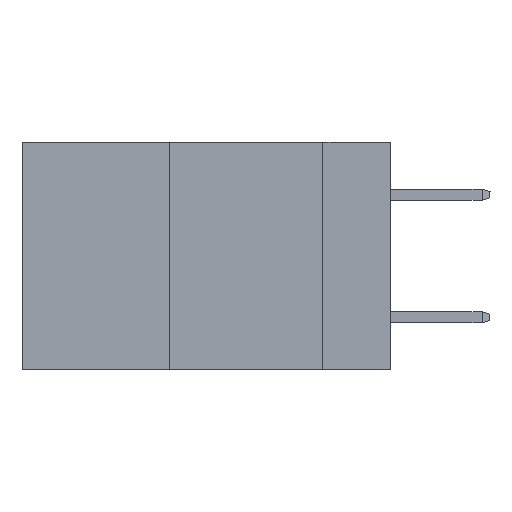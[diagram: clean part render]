
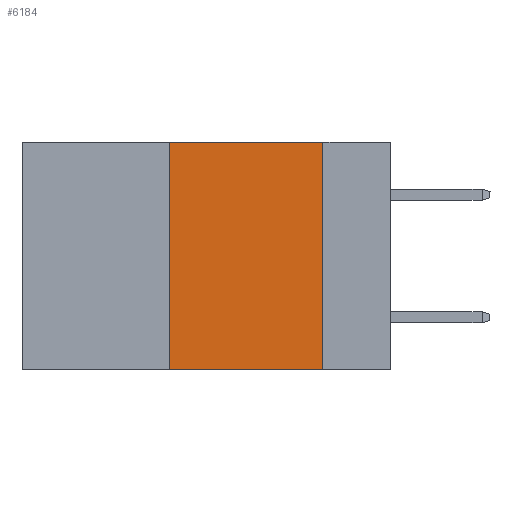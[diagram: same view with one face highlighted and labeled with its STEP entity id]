
A CAD part, left-side view. The second image highlights one B-rep face of the part: STEP entity #6184.
In plain terms, the highlighted planar face has unit normal (-1, 0, 0).
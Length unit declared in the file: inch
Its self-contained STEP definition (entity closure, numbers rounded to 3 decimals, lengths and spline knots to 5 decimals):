
#775 = DIRECTION ( 'NONE',  ( 1., 0., 0. ) ) ;
#984 = CARTESIAN_POINT ( 'NONE',  ( 0., 0.6, 0. ) ) ;
#1202 = LINE ( 'NONE', #9817, #1906 ) ;
#1697 = ORIENTED_EDGE ( 'NONE', *, *, #9636, .F. ) ;
#1906 = VECTOR ( 'NONE', #15824, 39.37008 ) ;
#2949 = EDGE_LOOP ( 'NONE', ( #5106, #9101, #1697, #18640 ) ) ;
#3136 = CARTESIAN_POINT ( 'NONE',  ( 0., 0.11, 0. ) ) ;
#4352 = DIRECTION ( 'NONE',  ( 0., 0., 1. ) ) ;
#5106 = ORIENTED_EDGE ( 'NONE', *, *, #7391, .F. ) ;
#5396 = PLANE ( 'NONE',  #9589 ) ;
#5913 = DIRECTION ( 'NONE',  ( 0., -1., 0. ) ) ;
#6184 = ADVANCED_FACE ( 'NONE', ( #14106 ), #5396, .F. ) ;
#6772 = CARTESIAN_POINT ( 'NONE',  ( 0., 0.11, 0. ) ) ;
#6935 = VERTEX_POINT ( 'NONE', #6772 ) ;
#7317 = CARTESIAN_POINT ( 'NONE',  ( 0., 0.6, -0.37 ) ) ;
#7391 = EDGE_CURVE ( 'NONE', #6935, #17817, #9630, .T. ) ;
#7705 = VECTOR ( 'NONE', #5913, 39.37008 ) ;
#9101 = ORIENTED_EDGE ( 'NONE', *, *, #12315, .F. ) ;
#9420 = CARTESIAN_POINT ( 'NONE',  ( 0., 0.36, 0. ) ) ;
#9589 = AXIS2_PLACEMENT_3D ( 'NONE', #984, #775, #14248 ) ;
#9630 = LINE ( 'NONE', #3136, #9877 ) ;
#9636 = EDGE_CURVE ( 'NONE', #14783, #12747, #13744, .T. ) ;
#9817 = CARTESIAN_POINT ( 'NONE',  ( 0., 0.6, 0. ) ) ;
#9877 = VECTOR ( 'NONE', #12436, 39.37008 ) ;
#10292 = CARTESIAN_POINT ( 'NONE',  ( 0., 0.36, 0. ) ) ;
#12315 = EDGE_CURVE ( 'NONE', #12747, #6935, #1202, .T. ) ;
#12436 = DIRECTION ( 'NONE',  ( 0., 0., -1. ) ) ;
#12747 = VERTEX_POINT ( 'NONE', #9420 ) ;
#13744 = LINE ( 'NONE', #10292, #18983 ) ;
#14106 = FACE_OUTER_BOUND ( 'NONE', #2949, .T. ) ;
#14248 = DIRECTION ( 'NONE',  ( 0., 0., -1. ) ) ;
#14783 = VERTEX_POINT ( 'NONE', #16297 ) ;
#14815 = EDGE_CURVE ( 'NONE', #14783, #17817, #15894, .T. ) ;
#15824 = DIRECTION ( 'NONE',  ( 0., -1., 0. ) ) ;
#15894 = LINE ( 'NONE', #7317, #7705 ) ;
#16297 = CARTESIAN_POINT ( 'NONE',  ( 0., 0.36, -0.37 ) ) ;
#17817 = VERTEX_POINT ( 'NONE', #18320 ) ;
#18320 = CARTESIAN_POINT ( 'NONE',  ( 0., 0.11, -0.37 ) ) ;
#18640 = ORIENTED_EDGE ( 'NONE', *, *, #14815, .T. ) ;
#18983 = VECTOR ( 'NONE', #4352, 39.37008 ) ;
